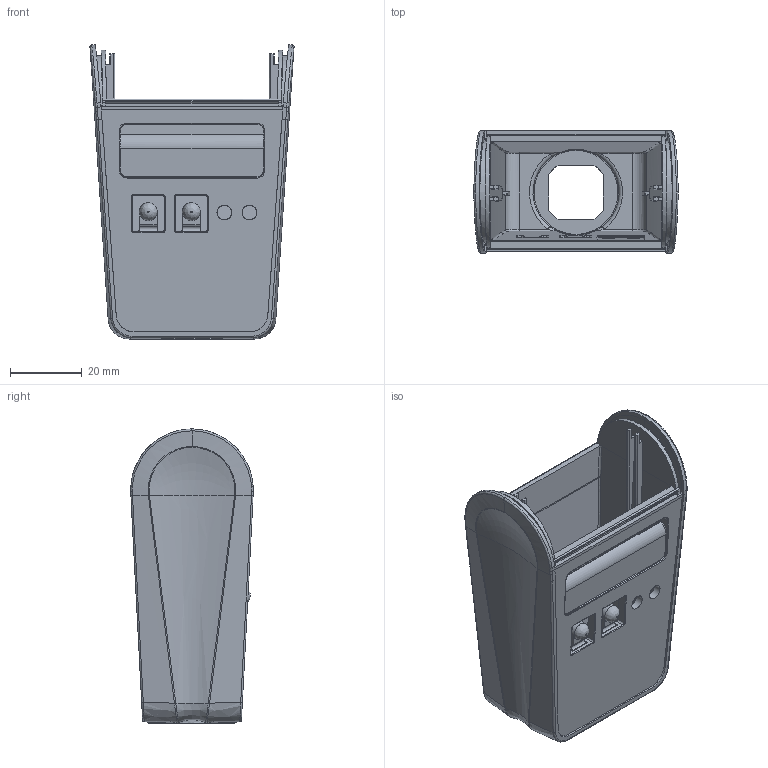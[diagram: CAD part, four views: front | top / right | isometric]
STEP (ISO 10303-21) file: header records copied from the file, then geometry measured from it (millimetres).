
FILE_DESCRIPTION(/* description */ (''),/* implementation_level */ '2;1');
FILE_NAME(/* name */ '1488_9.stp',/* time_stamp */ '2010-11-03T13:45:37+01:00',/* author */ (''),/* organization */ (''),/* preprocessor_version */ 'ST-DEVELOPER v11',/* originating_system */ 'SIEMENS UGS NX 6.0',/* authorisation */ '');
FILE_SCHEMA (('AUTOMOTIVE_DESIGN { 1 0 10303 214 1 1 1 1 }'));
Length unit declared in the file: millimetre
Products named in the file (1): joao24DDb6m0
Bounding box: 56.93 x 34.16 x 82 mm (x, y, z)
Volume: 31080.1 mm3; surface area: 24253.2 mm2
Topology: 1 solids, 1 shells, 375 faces, 993 edges, 619 vertices
Faces by surface type: bspline 154, cylinder 112, plane 89, cone 12, torus 6, sphere 2
Full cylindrical faces by diameter (mm): 24 x1
Entity records: 21732 total; most frequent: CARTESIAN_POINT 13624, ORIENTED_EDGE 1964, DIRECTION 1299, EDGE_CURVE 982, VERTEX_POINT 615, AXIS2_PLACEMENT_3D 485, EDGE_LOOP 393, B_SPLINE_CURVE_WITH_KNOTS 386
